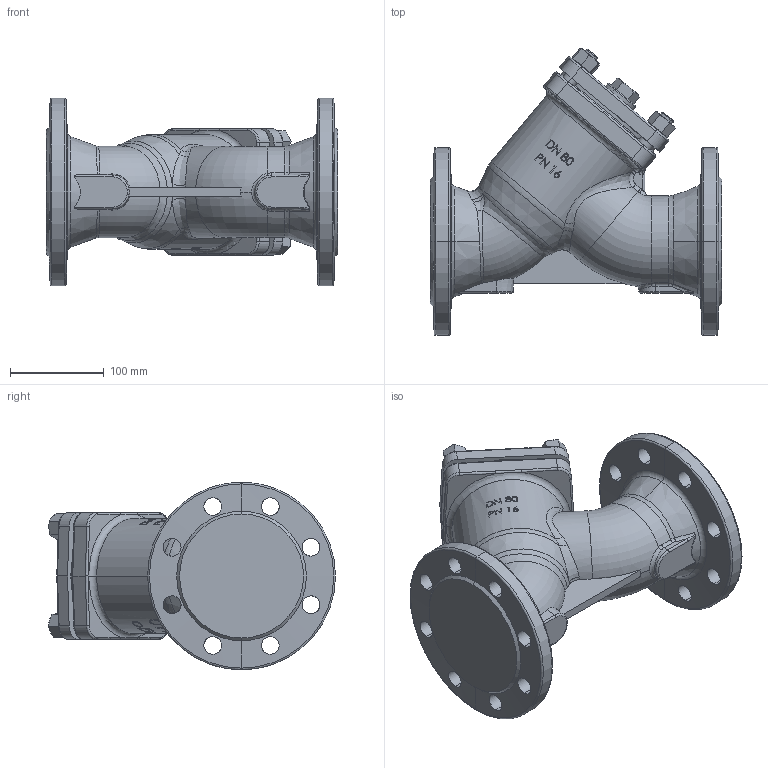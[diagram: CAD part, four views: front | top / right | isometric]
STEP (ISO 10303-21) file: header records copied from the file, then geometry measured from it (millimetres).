
FILE_DESCRIPTION (( 'STEP AP214' ), '1' );
FILE_NAME ('FP110-Y-Schmutzfänger-DN80-PN16-Fergo.STEP', '2022-11-14T14:36:05', ( '' ), ( '' ), 'SwSTEP 2.0', 'SolidWorks 2022', '' );
FILE_SCHEMA (( 'AUTOMOTIVE_DESIGN' ));
Length unit declared in the file: millimetre
Products named in the file (1): FP110-Y-Schmutzfänger-DN80-PN16-Fergo
Bounding box: 310 x 305.46 x 200 mm (x, y, z)
Volume: 5091797.2 mm3; surface area: 305224.4 mm2
Topology: 1 solids, 1 shells, 404 faces, 1080 edges, 718 vertices
Faces by surface type: cylinder 128, plane 96, bspline 75, cone 67, torus 38
Entity records: 37309 total; most frequent: CARTESIAN_POINT 28272, ORIENTED_EDGE 2160, DIRECTION 1378, EDGE_CURVE 1080, VERTEX_POINT 718, B_SPLINE_CURVE_WITH_KNOTS 581, AXIS2_PLACEMENT_3D 560, EDGE_LOOP 484
